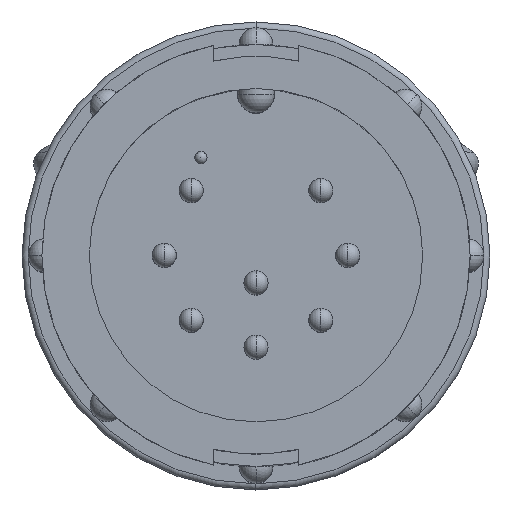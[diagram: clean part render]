
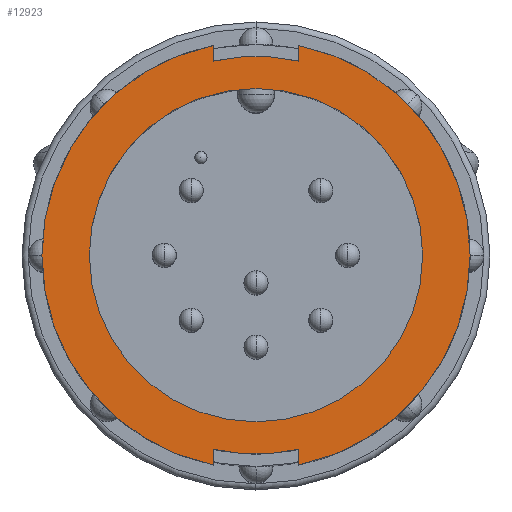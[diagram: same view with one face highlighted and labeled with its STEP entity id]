
A CAD part, top view. The second image highlights one B-rep face of the part: STEP entity #12923.
In plain terms, the highlighted planar face has unit normal (0, 0, 1).
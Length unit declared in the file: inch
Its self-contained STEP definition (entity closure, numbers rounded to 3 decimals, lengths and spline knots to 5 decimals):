
#116 = EDGE_LOOP ( 'NONE', ( #5757, #11849 ) ) ;
#146 = CARTESIAN_POINT ( 'NONE',  ( 0.07, -0.30841, 0. ) ) ;
#197 = DIRECTION ( 'NONE',  ( 0., 0., 1. ) ) ;
#223 = VERTEX_POINT ( 'NONE', #5062 ) ;
#369 = VERTEX_POINT ( 'NONE', #15601 ) ;
#646 = CARTESIAN_POINT ( 'NONE',  ( 0., 0.2725, 0. ) ) ;
#697 = DIRECTION ( 'NONE',  ( -1., 0., 0. ) ) ;
#1208 = AXIS2_PLACEMENT_3D ( 'NONE', #5575, #14242, #6781 ) ;
#1227 = AXIS2_PLACEMENT_3D ( 'NONE', #3413, #12064, #4653 ) ;
#1286 = CARTESIAN_POINT ( 'NONE',  ( -0.07, -0.36841, 0. ) ) ;
#1928 = CARTESIAN_POINT ( 'NONE',  ( -0.07, 0.30841, 0. ) ) ;
#2287 = CARTESIAN_POINT ( 'NONE',  ( 0.07, 0.36841, 0. ) ) ;
#2561 = CIRCLE ( 'NONE', #12322, 0.35 ) ;
#2690 = AXIS2_PLACEMENT_3D ( 'NONE', #5898, #14569, #7129 ) ;
#2895 = FACE_OUTER_BOUND ( 'NONE', #7400, .T. ) ;
#2931 = EDGE_CURVE ( 'NONE', #7775, #223, #15596, .T. ) ;
#3143 = CARTESIAN_POINT ( 'NONE',  ( 0.2725, 0., 0. ) ) ;
#3291 = CIRCLE ( 'NONE', #6081, 0.325 ) ;
#3413 = CARTESIAN_POINT ( 'NONE',  ( 0., 0., 0. ) ) ;
#3510 = DIRECTION ( 'NONE',  ( 0., 0., 1. ) ) ;
#4339 = ORIENTED_EDGE ( 'NONE', *, *, #13902, .T. ) ;
#4533 = ORIENTED_EDGE ( 'NONE', *, *, #7854, .T. ) ;
#4622 = LINE ( 'NONE', #2287, #10780 ) ;
#4653 = DIRECTION ( 'NONE',  ( 1., 0., 0. ) ) ;
#5002 = CARTESIAN_POINT ( 'NONE',  ( 0., 0., 0. ) ) ;
#5016 = VECTOR ( 'NONE', #9844, 39.37008 ) ;
#5029 = ORIENTED_EDGE ( 'NONE', *, *, #14576, .T. ) ;
#5062 = CARTESIAN_POINT ( 'NONE',  ( 0.07, -0.31737, 0. ) ) ;
#5339 = ORIENTED_EDGE ( 'NONE', *, *, #8532, .T. ) ;
#5408 = EDGE_CURVE ( 'NONE', #7026, #10051, #12870, .T. ) ;
#5431 = VERTEX_POINT ( 'NONE', #9547 ) ;
#5575 = CARTESIAN_POINT ( 'NONE',  ( 0., 0., 0. ) ) ;
#5642 = ORIENTED_EDGE ( 'NONE', *, *, #10459, .T. ) ;
#5757 = ORIENTED_EDGE ( 'NONE', *, *, #11260, .F. ) ;
#5898 = CARTESIAN_POINT ( 'NONE',  ( 0., 0., 0. ) ) ;
#6004 = CARTESIAN_POINT ( 'NONE',  ( 0., 0., 0. ) ) ;
#6081 = AXIS2_PLACEMENT_3D ( 'NONE', #10871, #3510, #12165 ) ;
#6153 = VERTEX_POINT ( 'NONE', #6200 ) ;
#6200 = CARTESIAN_POINT ( 'NONE',  ( -0.07, 0.31737, 0. ) ) ;
#6222 = DIRECTION ( 'NONE',  ( 1., 0., 0. ) ) ;
#6267 = DIRECTION ( 'NONE',  ( 0., -1., 0. ) ) ;
#6781 = DIRECTION ( 'NONE',  ( 1., 0., 0. ) ) ;
#6808 = PLANE ( 'NONE',  #12111 ) ;
#7026 = VERTEX_POINT ( 'NONE', #15156 ) ;
#7129 = DIRECTION ( 'NONE',  ( 1., 0., 0. ) ) ;
#7240 = DIRECTION ( 'NONE',  ( 1., 0., 0. ) ) ;
#7400 = EDGE_LOOP ( 'NONE', ( #5029, #7529, #8137, #5642, #13048, #4533, #4339, #13685, #5339 ) ) ;
#7529 = ORIENTED_EDGE ( 'NONE', *, *, #13110, .T. ) ;
#7558 = CARTESIAN_POINT ( 'NONE',  ( 0., 0., 0. ) ) ;
#7775 = VERTEX_POINT ( 'NONE', #12024 ) ;
#7854 = EDGE_CURVE ( 'NONE', #10051, #15514, #2561, .T. ) ;
#8047 = DIRECTION ( 'NONE',  ( 0., 0., -1. ) ) ;
#8137 = ORIENTED_EDGE ( 'NONE', *, *, #12164, .T. ) ;
#8264 = CIRCLE ( 'NONE', #12837, 0.2725 ) ;
#8532 = EDGE_CURVE ( 'NONE', #223, #13077, #9872, .T. ) ;
#8781 = DIRECTION ( 'NONE',  ( 1., 0., 0. ) ) ;
#9058 = CIRCLE ( 'NONE', #2690, 0.2725 ) ;
#9475 = VECTOR ( 'NONE', #6267, 39.37008 ) ;
#9547 = CARTESIAN_POINT ( 'NONE',  ( 0.07, 0.31737, 0. ) ) ;
#9842 = FACE_BOUND ( 'NONE', #116, .T. ) ;
#9844 = DIRECTION ( 'NONE',  ( 0., 1., 0. ) ) ;
#9872 = LINE ( 'NONE', #146, #9475 ) ;
#10051 = VERTEX_POINT ( 'NONE', #14346 ) ;
#10459 = EDGE_CURVE ( 'NONE', #6153, #7026, #13359, .T. ) ;
#10545 = AXIS2_PLACEMENT_3D ( 'NONE', #7558, #197, #8781 ) ;
#10558 = DIRECTION ( 'NONE',  ( 0., 1., 0. ) ) ;
#10780 = VECTOR ( 'NONE', #12184, 39.37008 ) ;
#10871 = CARTESIAN_POINT ( 'NONE',  ( 0., 0., 0. ) ) ;
#11260 = EDGE_CURVE ( 'NONE', #15817, #369, #8264, .T. ) ;
#11849 = ORIENTED_EDGE ( 'NONE', *, *, #13056, .F. ) ;
#12024 = CARTESIAN_POINT ( 'NONE',  ( -0.07, -0.31737, 0. ) ) ;
#12064 = DIRECTION ( 'NONE',  ( 0., 0., 1. ) ) ;
#12111 = AXIS2_PLACEMENT_3D ( 'NONE', #646, #8047, #697 ) ;
#12164 = EDGE_CURVE ( 'NONE', #5431, #6153, #3291, .T. ) ;
#12165 = DIRECTION ( 'NONE',  ( 1., 0., 0. ) ) ;
#12184 = DIRECTION ( 'NONE',  ( 0., -1., 0. ) ) ;
#12322 = AXIS2_PLACEMENT_3D ( 'NONE', #6004, #14682, #7240 ) ;
#12837 = AXIS2_PLACEMENT_3D ( 'NONE', #5002, #13658, #6222 ) ;
#12870 = CIRCLE ( 'NONE', #1227, 0.35 ) ;
#12923 = ADVANCED_FACE ( 'NONE', ( #9842, #2895 ), #6808, .F. ) ;
#13048 = ORIENTED_EDGE ( 'NONE', *, *, #5408, .T. ) ;
#13056 = EDGE_CURVE ( 'NONE', #369, #15817, #9058, .T. ) ;
#13077 = VERTEX_POINT ( 'NONE', #14527 ) ;
#13110 = EDGE_CURVE ( 'NONE', #13829, #5431, #4622, .T. ) ;
#13131 = CIRCLE ( 'NONE', #10545, 0.35 ) ;
#13359 = LINE ( 'NONE', #1928, #13757 ) ;
#13658 = DIRECTION ( 'NONE',  ( 0., 0., 1. ) ) ;
#13685 = ORIENTED_EDGE ( 'NONE', *, *, #2931, .T. ) ;
#13757 = VECTOR ( 'NONE', #10558, 39.37008 ) ;
#13829 = VERTEX_POINT ( 'NONE', #16042 ) ;
#13902 = EDGE_CURVE ( 'NONE', #15514, #7775, #15285, .T. ) ;
#14242 = DIRECTION ( 'NONE',  ( 0., 0., 1. ) ) ;
#14346 = CARTESIAN_POINT ( 'NONE',  ( -0.35, 0., 0. ) ) ;
#14527 = CARTESIAN_POINT ( 'NONE',  ( 0.07, -0.34293, 0. ) ) ;
#14569 = DIRECTION ( 'NONE',  ( 0., 0., 1. ) ) ;
#14576 = EDGE_CURVE ( 'NONE', #13077, #13829, #13131, .T. ) ;
#14682 = DIRECTION ( 'NONE',  ( 0., 0., 1. ) ) ;
#14857 = CARTESIAN_POINT ( 'NONE',  ( -0.07, -0.34293, 0. ) ) ;
#15156 = CARTESIAN_POINT ( 'NONE',  ( -0.07, 0.34293, 0. ) ) ;
#15285 = LINE ( 'NONE', #1286, #5016 ) ;
#15514 = VERTEX_POINT ( 'NONE', #14857 ) ;
#15596 = CIRCLE ( 'NONE', #1208, 0.325 ) ;
#15601 = CARTESIAN_POINT ( 'NONE',  ( -0.2725, 0., 0. ) ) ;
#15817 = VERTEX_POINT ( 'NONE', #3143 ) ;
#16042 = CARTESIAN_POINT ( 'NONE',  ( 0.07, 0.34293, 0. ) ) ;
